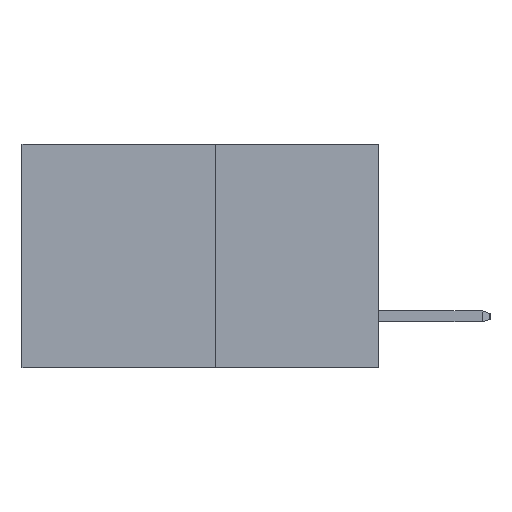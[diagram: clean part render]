
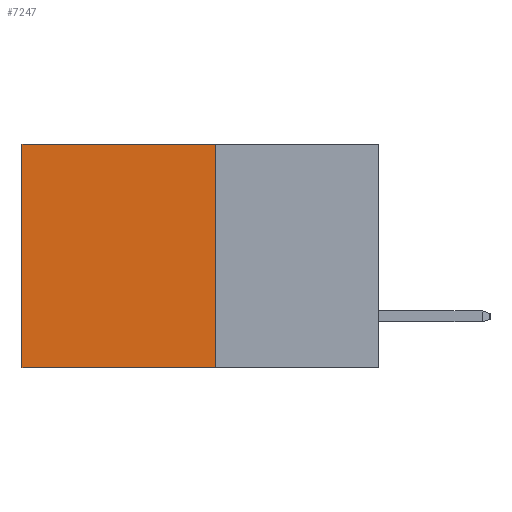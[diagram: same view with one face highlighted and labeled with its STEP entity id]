
A CAD part, left-side view. The second image highlights one B-rep face of the part: STEP entity #7247.
In plain terms, the highlighted planar face has unit normal (-1, 0, 0).
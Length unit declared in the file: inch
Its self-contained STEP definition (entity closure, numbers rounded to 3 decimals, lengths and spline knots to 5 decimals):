
#47 = ORIENTED_EDGE ( 'NONE', *, *, #1128, .F. ) ;
#85 = ORIENTED_EDGE ( 'NONE', *, *, #8951, .F. ) ;
#233 = ORIENTED_EDGE ( 'NONE', *, *, #8946, .T. ) ;
#661 = LINE ( 'NONE', #2194, #4632 ) ;
#883 = FACE_OUTER_BOUND ( 'NONE', #6535, .T. ) ;
#906 = ORIENTED_EDGE ( 'NONE', *, *, #2226, .T. ) ;
#951 = CARTESIAN_POINT ( 'NONE',  ( 0.277, 0.27, -0.37 ) ) ;
#1128 = EDGE_CURVE ( 'NONE', #8398, #3612, #8803, .T. ) ;
#1196 = CARTESIAN_POINT ( 'NONE',  ( 0.277, 0.27, -0.37 ) ) ;
#1777 = DIRECTION ( 'NONE',  ( 0., 0., -1. ) ) ;
#2003 = DIRECTION ( 'NONE',  ( 0., 0., -1. ) ) ;
#2036 = DIRECTION ( 'NONE',  ( 0., 0., -1. ) ) ;
#2194 = CARTESIAN_POINT ( 'NONE',  ( 0.277, 0.27, 0. ) ) ;
#2226 = EDGE_CURVE ( 'NONE', #9191, #7224, #661, .T. ) ;
#2390 = LINE ( 'NONE', #1196, #6173 ) ;
#2530 = CARTESIAN_POINT ( 'NONE',  ( 0.277, 0.59, 0. ) ) ;
#2558 = PLANE ( 'NONE',  #2591 ) ;
#2591 = AXIS2_PLACEMENT_3D ( 'NONE', #951, #6363, #1777 ) ;
#2973 = CARTESIAN_POINT ( 'NONE',  ( 0.277, 0.27, -0.37 ) ) ;
#3054 = CARTESIAN_POINT ( 'NONE',  ( 0.277, 0.27, -0.37 ) ) ;
#3612 = VERTEX_POINT ( 'NONE', #5000 ) ;
#4450 = LINE ( 'NONE', #7295, #4687 ) ;
#4592 = DIRECTION ( 'NONE',  ( 0., 1., 0. ) ) ;
#4599 = CARTESIAN_POINT ( 'NONE',  ( 0.277, 0.27, 0. ) ) ;
#4632 = VECTOR ( 'NONE', #5307, 39.37008 ) ;
#4687 = VECTOR ( 'NONE', #2003, 39.37008 ) ;
#5000 = CARTESIAN_POINT ( 'NONE',  ( 0.277, 0.59, -0.37 ) ) ;
#5307 = DIRECTION ( 'NONE',  ( 0., 1., 0. ) ) ;
#6173 = VECTOR ( 'NONE', #2036, 39.37008 ) ;
#6363 = DIRECTION ( 'NONE',  ( 1., 0., 0. ) ) ;
#6535 = EDGE_LOOP ( 'NONE', ( #233, #47, #85, #906 ) ) ;
#7224 = VERTEX_POINT ( 'NONE', #2530 ) ;
#7247 = ADVANCED_FACE ( 'NONE', ( #883 ), #2558, .F. ) ;
#7295 = CARTESIAN_POINT ( 'NONE',  ( 0.277, 0.59, -0.37 ) ) ;
#8398 = VERTEX_POINT ( 'NONE', #2973 ) ;
#8599 = VECTOR ( 'NONE', #4592, 39.37008 ) ;
#8803 = LINE ( 'NONE', #3054, #8599 ) ;
#8946 = EDGE_CURVE ( 'NONE', #7224, #3612, #4450, .T. ) ;
#8951 = EDGE_CURVE ( 'NONE', #9191, #8398, #2390, .T. ) ;
#9191 = VERTEX_POINT ( 'NONE', #4599 ) ;
